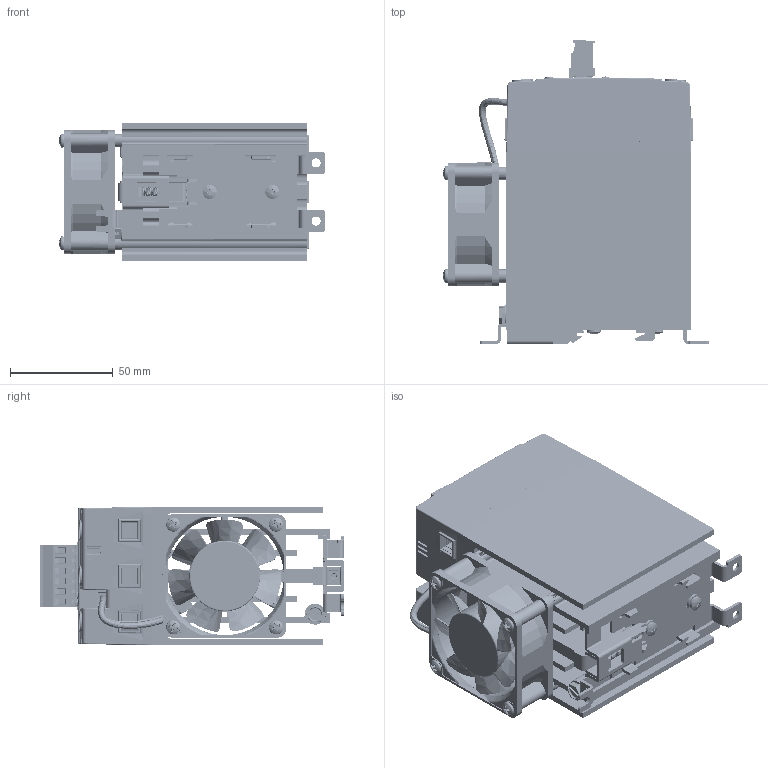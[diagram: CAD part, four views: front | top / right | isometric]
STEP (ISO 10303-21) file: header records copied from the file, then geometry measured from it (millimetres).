
FILE_DESCRIPTION (( 'STEP AP214' ), '1' );
FILE_NAME ('110505_2.STEP', '2019-07-17T14:22:06', ( '' ), ( '' ), 'SwSTEP 2.0', 'SolidWorks 2017', '' );
FILE_SCHEMA (( 'AUTOMOTIVE_DESIGN' ));
Length unit declared in the file: inch
Products named in the file (1): 110505_2
Bounding box: 129.4 x 147.8 x 67.5 mm (x, y, z)
Surface area: 229999.6 mm2 (no closed solid volume)
Topology: 0 solids, 50 shells, 6135 faces, 19304 edges, 13138 vertices
Faces by surface type: plane 2662, cylinder 2370, bspline 795, cone 308
Entity records: 465016 total; most frequent: CARTESIAN_POINT 256019, ORIENTED_EDGE 38089, DIRECTION 22047, EDGE_CURVE 19248, VERTEX_POINT 13138, B_SPLINE_CURVE_WITH_KNOTS 8232, VECTOR 7999, LINE 7999
